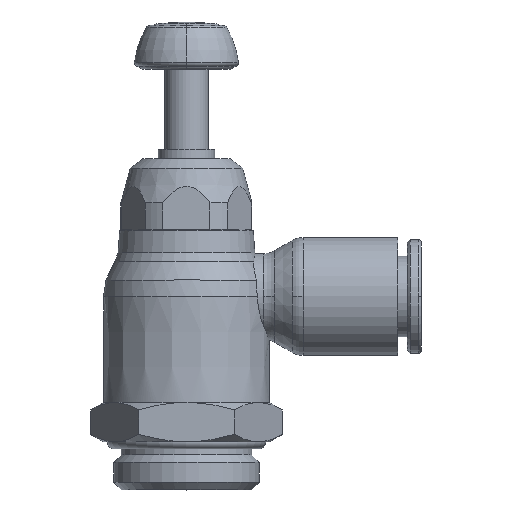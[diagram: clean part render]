
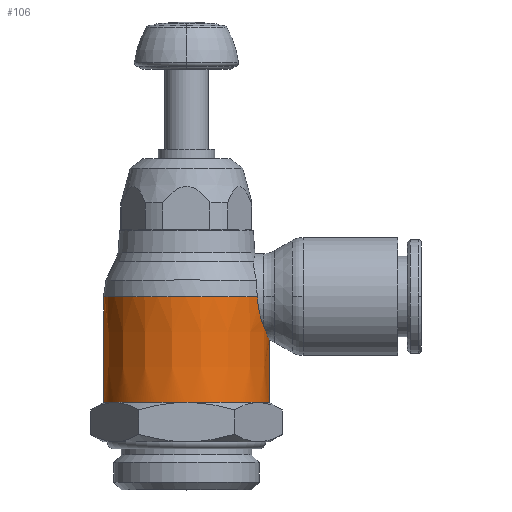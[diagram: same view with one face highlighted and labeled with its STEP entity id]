
A CAD part, top view. The second image highlights one B-rep face of the part: STEP entity #106.
In plain terms, the highlighted conical face has half-angle 0 degrees and reference radius 9.5 mm.
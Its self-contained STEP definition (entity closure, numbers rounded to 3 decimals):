
#106=ADVANCED_FACE('',(#283),#284,.T.);
#283=FACE_OUTER_BOUND('',#521,.T.);
#284=CONICAL_SURFACE('',#522,9.5,0.);
#521=EDGE_LOOP('',(#1104,#1105,#1106,#1107,#1108,#1109));
#522=AXIS2_PLACEMENT_3D('',#1110,#1111,#1112);
#1104=ORIENTED_EDGE('',*,*,#1628,.T.);
#1105=ORIENTED_EDGE('',*,*,#1544,.T.);
#1106=ORIENTED_EDGE('',*,*,#1665,.T.);
#1107=ORIENTED_EDGE('',*,*,#1704,.F.);
#1108=ORIENTED_EDGE('',*,*,#1630,.T.);
#1109=ORIENTED_EDGE('',*,*,#1705,.T.);
#1110=CARTESIAN_POINT('',(0.0,6.051,0.0));
#1111=DIRECTION('',(-0.0,1.0,-0.0));
#1112=DIRECTION('',(1.0,0.0,0.0));
#1544=EDGE_CURVE('',#1836,#1834,#1837,.T.);
#1628=EDGE_CURVE('',#1992,#1836,#1993,.T.);
#1630=EDGE_CURVE('',#1987,#1994,#1996,.T.);
#1665=EDGE_CURVE('',#1834,#2052,#2054,.T.);
#1704=EDGE_CURVE('',#1987,#2052,#2111,.T.);
#1705=EDGE_CURVE('',#1994,#1992,#2112,.T.);
#1834=VERTEX_POINT('',#2281);
#1836=VERTEX_POINT('',#2283);
#1837=B_SPLINE_CURVE_WITH_KNOTS('',3,(#2284,#2285,#2286,#2287,#2288,#2289,#2290,#2291,#2292,#2293,#2294,#2295),.UNSPECIFIED.,.F.,.F.,(4,2,2,2,2,4),(0.0,2.112,3.792,5.344,6.736,8.066),.UNSPECIFIED.);
#1987=VERTEX_POINT('',#2574);
#1992=VERTEX_POINT('',#2587);
#1993=LINE('',#2588,#2589);
#1994=VERTEX_POINT('',#2590);
#1996=LINE('',#2592,#2593);
#2052=VERTEX_POINT('',#2695);
#2054=B_SPLINE_CURVE_WITH_KNOTS('',3,(#2704,#2705,#2706,#2707,#2708,#2709,#2710,#2711,#2712,#2713),.UNSPECIFIED.,.F.,.F.,(4,2,2,2,4),(26.477,27.347,28.292,29.237,30.131),.UNSPECIFIED.);
#2111=CIRCLE('',#2850,9.5);
#2112=CIRCLE('',#2851,9.5);
#2281=CARTESIAN_POINT('',(8.826,8.738,3.515));
#2283=CARTESIAN_POINT('',(9.5,7.159,0.));
#2284=CARTESIAN_POINT('',(8.826,8.738,-3.515));
#2285=CARTESIAN_POINT('',(9.014,8.251,-3.042));
#2286=CARTESIAN_POINT('',(9.195,7.839,-2.475));
#2287=CARTESIAN_POINT('',(9.42,7.334,-1.337));
#2288=CARTESIAN_POINT('',(9.483,7.197,-0.798));
#2289=CARTESIAN_POINT('',(9.51,7.138,0.279));
#2290=CARTESIAN_POINT('',(9.48,7.202,0.789));
#2291=CARTESIAN_POINT('',(9.353,7.482,1.721));
#2292=CARTESIAN_POINT('',(9.265,7.679,2.136));
#2293=CARTESIAN_POINT('',(9.06,8.155,2.882));
#2294=CARTESIAN_POINT('',(8.944,8.431,3.217));
#2295=CARTESIAN_POINT('',(8.826,8.738,3.515));
#2574=CARTESIAN_POINT('',(-9.5,12.102,0.));
#2587=CARTESIAN_POINT('',(9.5,0.0,0.));
#2588=CARTESIAN_POINT('',(9.5,6.051,0.));
#2589=VECTOR('',#3459,1.0);
#2590=CARTESIAN_POINT('',(-9.5,0.0,0.));
#2592=CARTESIAN_POINT('',(-9.5,6.051,0.));
#2593=VECTOR('',#3463,1.0);
#2695=CARTESIAN_POINT('',(8.139,12.102,4.9));
#2704=CARTESIAN_POINT('',(8.826,8.738,3.515));
#2705=CARTESIAN_POINT('',(8.748,8.94,3.711));
#2706=CARTESIAN_POINT('',(8.667,9.165,3.895));
#2707=CARTESIAN_POINT('',(8.504,9.673,4.239));
#2708=CARTESIAN_POINT('',(8.424,9.96,4.394));
#2709=CARTESIAN_POINT('',(8.288,10.561,4.646));
#2710=CARTESIAN_POINT('',(8.232,10.876,4.742));
#2711=CARTESIAN_POINT('',(8.16,11.497,4.866));
#2712=CARTESIAN_POINT('',(8.141,11.803,4.897));
#2713=CARTESIAN_POINT('',(8.139,12.102,4.9));
#2850=AXIS2_PLACEMENT_3D('',#3610,#3611,#3612);
#2851=AXIS2_PLACEMENT_3D('',#3613,#3614,#3615);
#3459=DIRECTION('',(0.,1.,0.));
#3463=DIRECTION('',(0.,-1.,0.));
#3610=CARTESIAN_POINT('',(0.0,12.102,0.0));
#3611=DIRECTION('',(-0.0,1.0,0.0));
#3612=DIRECTION('',(1.0,0.0,0.0));
#3613=CARTESIAN_POINT('',(0.0,0.0,0.0));
#3614=DIRECTION('',(-0.0,1.0,0.0));
#3615=DIRECTION('',(1.0,0.0,0.0));
